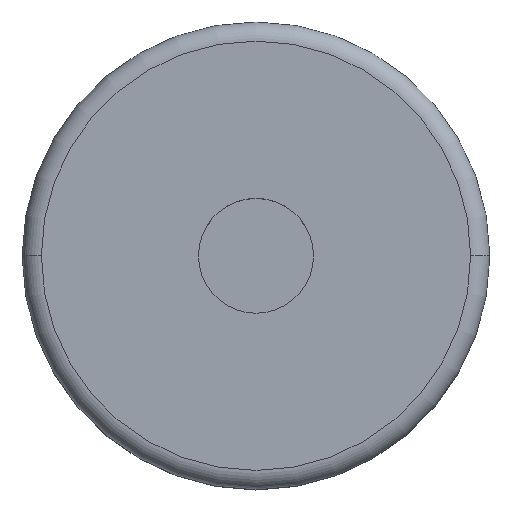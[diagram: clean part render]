
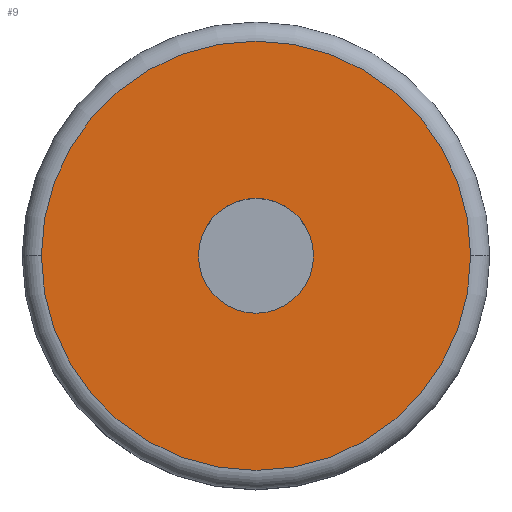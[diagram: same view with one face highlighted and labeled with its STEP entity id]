
A CAD part, top view. The second image highlights one B-rep face of the part: STEP entity #9.
In plain terms, the highlighted planar face has unit normal (0, 0, 1).
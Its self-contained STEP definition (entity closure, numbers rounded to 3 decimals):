
#9 = ADVANCED_FACE ( 'NONE', ( #63, #121 ), #330, .T. ) ;
#11 = CIRCLE ( 'NONE', #49, 5.6 ) ;
#32 = CIRCLE ( 'NONE', #113, 1.5 ) ;
#49 = AXIS2_PLACEMENT_3D ( 'NONE', #657, #447, #181 ) ;
#53 = EDGE_CURVE ( 'NONE', #208, #307, #216, .T. ) ;
#56 = VERTEX_POINT ( 'NONE', #277 ) ;
#63 = FACE_OUTER_BOUND ( 'NONE', #327, .T. ) ;
#66 = DIRECTION ( 'NONE',  ( 1., 0., 0. ) ) ;
#100 = AXIS2_PLACEMENT_3D ( 'NONE', #612, #558, #669 ) ;
#113 = AXIS2_PLACEMENT_3D ( 'NONE', #191, #546, #66 ) ;
#121 = FACE_BOUND ( 'NONE', #536, .T. ) ;
#148 = VERTEX_POINT ( 'NONE', #403 ) ;
#180 = EDGE_CURVE ( 'NONE', #56, #148, #615, .T. ) ;
#181 = DIRECTION ( 'NONE',  ( 1., 0., 0. ) ) ;
#191 = CARTESIAN_POINT ( 'NONE',  ( 0., 0., 6. ) ) ;
#208 = VERTEX_POINT ( 'NONE', #533 ) ;
#211 = ORIENTED_EDGE ( 'NONE', *, *, #180, .F. ) ;
#216 = CIRCLE ( 'NONE', #248, 5.6 ) ;
#223 = DIRECTION ( 'NONE',  ( 0., 0., 1. ) ) ;
#228 = DIRECTION ( 'NONE',  ( 0., 0., 1. ) ) ;
#248 = AXIS2_PLACEMENT_3D ( 'NONE', #438, #228, #280 ) ;
#277 = CARTESIAN_POINT ( 'NONE',  ( 1.5, 0., 6. ) ) ;
#280 = DIRECTION ( 'NONE',  ( 1., 0., 0. ) ) ;
#307 = VERTEX_POINT ( 'NONE', #676 ) ;
#324 = ORIENTED_EDGE ( 'NONE', *, *, #53, .T. ) ;
#327 = EDGE_LOOP ( 'NONE', ( #372, #324 ) ) ;
#330 = PLANE ( 'NONE',  #368 ) ;
#368 = AXIS2_PLACEMENT_3D ( 'NONE', #542, #223, #650 ) ;
#372 = ORIENTED_EDGE ( 'NONE', *, *, #619, .T. ) ;
#403 = CARTESIAN_POINT ( 'NONE',  ( -1.5, 0., 6. ) ) ;
#438 = CARTESIAN_POINT ( 'NONE',  ( 0., 0., 6. ) ) ;
#447 = DIRECTION ( 'NONE',  ( 0., 0., 1. ) ) ;
#482 = ORIENTED_EDGE ( 'NONE', *, *, #601, .F. ) ;
#533 = CARTESIAN_POINT ( 'NONE',  ( -5.6, 0., 6. ) ) ;
#536 = EDGE_LOOP ( 'NONE', ( #211, #482 ) ) ;
#542 = CARTESIAN_POINT ( 'NONE',  ( 0., 0., 6. ) ) ;
#546 = DIRECTION ( 'NONE',  ( 0., 0., 1. ) ) ;
#558 = DIRECTION ( 'NONE',  ( 0., 0., 1. ) ) ;
#601 = EDGE_CURVE ( 'NONE', #148, #56, #32, .T. ) ;
#612 = CARTESIAN_POINT ( 'NONE',  ( 0., 0., 6. ) ) ;
#615 = CIRCLE ( 'NONE', #100, 1.5 ) ;
#619 = EDGE_CURVE ( 'NONE', #307, #208, #11, .T. ) ;
#650 = DIRECTION ( 'NONE',  ( 1., 0., 0. ) ) ;
#657 = CARTESIAN_POINT ( 'NONE',  ( 0., 0., 6. ) ) ;
#669 = DIRECTION ( 'NONE',  ( 1., 0., 0. ) ) ;
#676 = CARTESIAN_POINT ( 'NONE',  ( 5.6, 0., 6. ) ) ;
